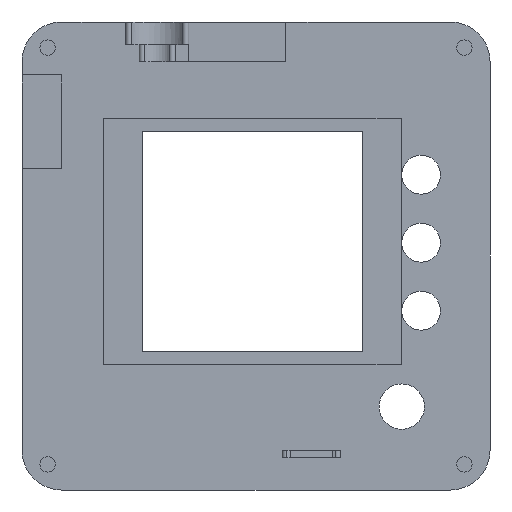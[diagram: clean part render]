
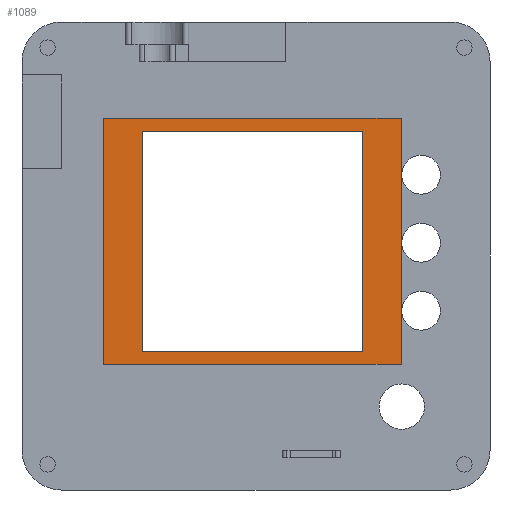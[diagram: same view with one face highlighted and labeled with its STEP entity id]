
A CAD part, front view. The second image highlights one B-rep face of the part: STEP entity #1089.
In plain terms, the highlighted planar face has unit normal (0, -1, 0).
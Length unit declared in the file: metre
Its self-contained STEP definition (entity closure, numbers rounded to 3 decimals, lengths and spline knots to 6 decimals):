
#56=LINE('',#1619,#159);
#60=LINE('',#1628,#163);
#63=LINE('',#1634,#166);
#66=LINE('',#1640,#169);
#130=LINE('',#1824,#233);
#133=LINE('',#1830,#236);
#135=LINE('',#1834,#238);
#136=LINE('',#1836,#239);
#159=VECTOR('',#1281,1.);
#163=VECTOR('',#1287,1.);
#166=VECTOR('',#1292,1.);
#169=VECTOR('',#1297,1.);
#233=VECTOR('',#1491,1.);
#236=VECTOR('',#1496,1.);
#238=VECTOR('',#1500,1.);
#239=VECTOR('',#1503,1.);
#488=ORIENTED_EDGE('',*,*,#676,.F.);
#489=ORIENTED_EDGE('',*,*,#679,.T.);
#490=ORIENTED_EDGE('',*,*,#681,.T.);
#491=ORIENTED_EDGE('',*,*,#682,.F.);
#492=ORIENTED_EDGE('',*,*,#582,.T.);
#493=ORIENTED_EDGE('',*,*,#576,.T.);
#494=ORIENTED_EDGE('',*,*,#572,.F.);
#495=ORIENTED_EDGE('',*,*,#579,.F.);
#572=EDGE_CURVE('',#721,#722,#56,.T.);
#576=EDGE_CURVE('',#725,#722,#60,.T.);
#579=EDGE_CURVE('',#727,#721,#63,.T.);
#582=EDGE_CURVE('',#727,#725,#66,.T.);
#676=EDGE_CURVE('',#783,#784,#130,.T.);
#679=EDGE_CURVE('',#783,#785,#133,.T.);
#681=EDGE_CURVE('',#785,#786,#135,.T.);
#682=EDGE_CURVE('',#784,#786,#136,.T.);
#721=VERTEX_POINT('',#1620);
#722=VERTEX_POINT('',#1621);
#725=VERTEX_POINT('',#1629);
#727=VERTEX_POINT('',#1635);
#783=VERTEX_POINT('',#1823);
#784=VERTEX_POINT('',#1825);
#785=VERTEX_POINT('',#1829);
#786=VERTEX_POINT('',#1833);
#896=EDGE_LOOP('',(#488,#489,#490,#491));
#897=EDGE_LOOP('',(#492,#493,#494,#495));
#981=FACE_BOUND('',#896,.T.);
#982=FACE_BOUND('',#897,.T.);
#1041=PLANE('',#1207);
#1089=ADVANCED_FACE('',(#981,#982),#1041,.T.);
#1207=AXIS2_PLACEMENT_3D('',#1837,#1504,#1505);
#1281=DIRECTION('',(1.,0.,0.));
#1287=DIRECTION('',(0.,0.,-1.));
#1292=DIRECTION('',(0.,0.,-1.));
#1297=DIRECTION('',(1.,0.,0.));
#1491=DIRECTION('',(0.,0.,-1.));
#1496=DIRECTION('',(-1.,0.,0.));
#1500=DIRECTION('',(0.,0.,-1.));
#1503=DIRECTION('',(-1.,0.,0.));
#1504=DIRECTION('',(0.,-1.,0.));
#1505=DIRECTION('',(1.,0.,0.));
#1619=CARTESIAN_POINT('',(-0.0006,0.0245,-0.01471));
#1620=CARTESIAN_POINT('',(-0.0176,0.0245,-0.01471));
#1621=CARTESIAN_POINT('',(0.0164,0.0245,-0.01471));
#1628=CARTESIAN_POINT('',(0.0164,0.0245,0.00229));
#1629=CARTESIAN_POINT('',(0.0164,0.0245,0.01929));
#1634=CARTESIAN_POINT('',(-0.0176,0.0245,0.00229));
#1635=CARTESIAN_POINT('',(-0.0176,0.0245,0.01929));
#1640=CARTESIAN_POINT('',(-0.0006,0.0245,0.01929));
#1823=CARTESIAN_POINT('',(0.0224,0.0245,0.02129));
#1824=CARTESIAN_POINT('',(0.0224,0.0245,0.00229));
#1825=CARTESIAN_POINT('',(0.0224,0.0245,-0.01671));
#1829=CARTESIAN_POINT('',(-0.0236,0.0245,0.02129));
#1830=CARTESIAN_POINT('',(-0.0006,0.0245,0.02129));
#1833=CARTESIAN_POINT('',(-0.0236,0.0245,-0.01671));
#1834=CARTESIAN_POINT('',(-0.0236,0.0245,0.00229));
#1836=CARTESIAN_POINT('',(-0.0006,0.0245,-0.01671));
#1837=CARTESIAN_POINT('',(0.,0.0245,0.));
